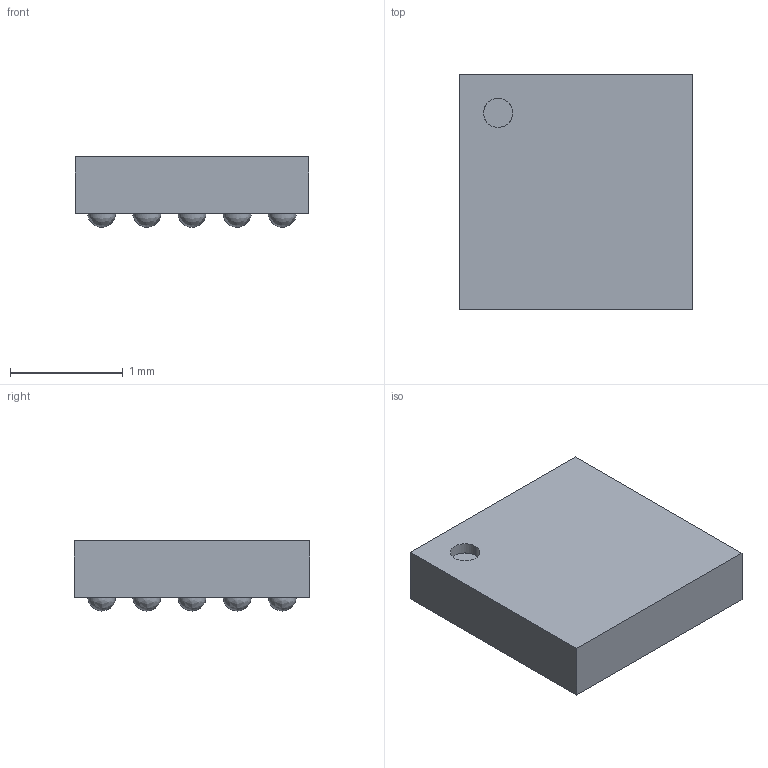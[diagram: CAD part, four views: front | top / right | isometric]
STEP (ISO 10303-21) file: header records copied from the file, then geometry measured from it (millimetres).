
FILE_DESCRIPTION (( 'STEP AP214' ), '1' );
FILE_NAME ('User Library-BGA25C40P5X5_207X209X62.STEP', '2019-07-22T15:55:51', ( '' ), ( '' ), 'SwSTEP 2.0', 'SolidWorks 2019', '' );
FILE_SCHEMA (( 'AUTOMOTIVE_DESIGN' ));
Length unit declared in the file: millimetre
Products named in the file (6): User Library-BGA25C40P5X5_207X209X62_Body; User Library-BGA25C40P5X5_207X209X62_6048995392; User Library-BGA25C40P5X5_207X209X62; User Library-BGA25C40P5X5_207X209X62_Open_CASCADE_STEP_translator_6.8_1.1; User Library-BGA25C40P5X5_207X209X62_Open_CASCADE_STEP_translator_6.8_1.2.1; User Library-BGA25C40P5X5_207X209X62_ball
Assembly tree (29 placements, depth 4):
  User Library-BGA25C40P5X5_207X209X62
    User Library-BGA25C40P5X5_207X209X62_6048995392
      User Library-BGA25C40P5X5_207X209X62_Open_CASCADE_STEP_translator_6.8_1.1
      User Library-BGA25C40P5X5_207X209X62_Body
        User Library-BGA25C40P5X5_207X209X62_Open_CASCADE_STEP_translator_6.8_1.2.1
      User Library-BGA25C40P5X5_207X209X62_ball  x25
Bounding box: 2.07 x 2.09 x 0.62 mm (x, y, z)
Volume: 2.4 mm3; surface area: 17.9 mm2
Topology: 26 solids, 27 shells, 60 faces, 170 edges, 64 vertices
Faces by surface type: bspline 50, plane 8, cylinder 2
Entity records: 852 total; most frequent: CARTESIAN_POINT 133, DIRECTION 116, AXIS2_PLACEMENT_3D 51, ORIENTED_EDGE 42, PRODUCT_DEFINITION_SHAPE 35, ITEM_DEFINED_TRANSFORMATION 29, CONTEXT_DEPENDENT_SHAPE_REPRESENTATION 29, NEXT_ASSEMBLY_USAGE_OCCURRENCE 29
